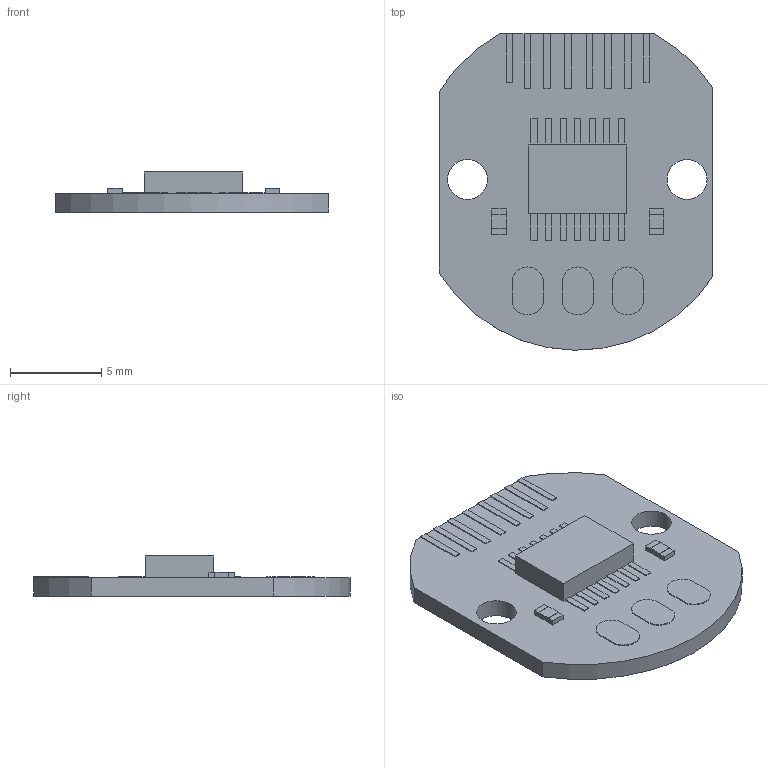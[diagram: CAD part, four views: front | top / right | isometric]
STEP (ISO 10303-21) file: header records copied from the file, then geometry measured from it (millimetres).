
FILE_DESCRIPTION(('Open CASCADE Model'),'2;1');
FILE_NAME('Open CASCADE Shape Model','2025-11-18T16:44:17',('Author'),( 'Open CASCADE'),'Open CASCADE STEP processor 7.9','Open CASCADE 7.9' ,'Unknown');
FILE_SCHEMA(('AUTOMOTIVE_DESIGN { 1 0 10303 214 1 1 1 1 }'));
Length unit declared in the file: millimetre
Products named in the file (20): Open CASCADE STEP translator 7.9 1; Open CASCADE STEP translator 7.9 1.1; Open CASCADE STEP translator 7.9 1.2; Open CASCADE STEP translator 7.9 1.3; Open CASCADE STEP translator 7.9 1.4; Open CASCADE STEP translator 7.9 1.5; Open CASCADE STEP translator 7.9 1.6; Open CASCADE STEP translator 7.9 1.7; Open CASCADE STEP translator 7.9 1.8; Open CASCADE STEP translator 7.9 1.9; Open CASCADE STEP translator 7.9 1.10; Open CASCADE STEP translator 7.9 1.11; Open CASCADE STEP translator 7.9 1.12; Open CASCADE STEP translator 7.9 1.13; Open CASCADE STEP translator 7.9 1.14; Open CASCADE STEP translator 7.9 1.15; Open CASCADE STEP translator 7.9 1.16; Open CASCADE STEP translator 7.9 1.17; Open CASCADE STEP translator 7.9 1.18; Open CASCADE STEP translator 7.9 1.19
Assembly tree (19 placements, depth 2):
  Open CASCADE STEP translator 7.9 1
    Open CASCADE STEP translator 7.9 1.1
    Open CASCADE STEP translator 7.9 1.2
    Open CASCADE STEP translator 7.9 1.3
    Open CASCADE STEP translator 7.9 1.4
    Open CASCADE STEP translator 7.9 1.5
    Open CASCADE STEP translator 7.9 1.6
    Open CASCADE STEP translator 7.9 1.7
    Open CASCADE STEP translator 7.9 1.8
    Open CASCADE STEP translator 7.9 1.9
    Open CASCADE STEP translator 7.9 1.10
    Open CASCADE STEP translator 7.9 1.11
    Open CASCADE STEP translator 7.9 1.12
    Open CASCADE STEP translator 7.9 1.13
    Open CASCADE STEP translator 7.9 1.14
    Open CASCADE STEP translator 7.9 1.15
    Open CASCADE STEP translator 7.9 1.16
    Open CASCADE STEP translator 7.9 1.17
    Open CASCADE STEP translator 7.9 1.18
    Open CASCADE STEP translator 7.9 1.19
Bounding box: 15 x 17.37 x 2.2 mm (x, y, z)
Volume: 253 mm3; surface area: 653.5 mm2
Topology: 19 solids, 19 shells, 174 faces, 408 edges, 272 vertices
Faces by surface type: plane 163, cylinder 11
Full cylindrical faces by diameter (mm): 2.195 x2
Entity records: 10549 total; most frequent: CARTESIAN_POINT 1744, DIRECTION 1625, LINE 1180, VECTOR 1180, ORIENTED_EDGE 816, PCURVE 816, DEFINITIONAL_REPRESENTATION 816, EDGE_CURVE 408
